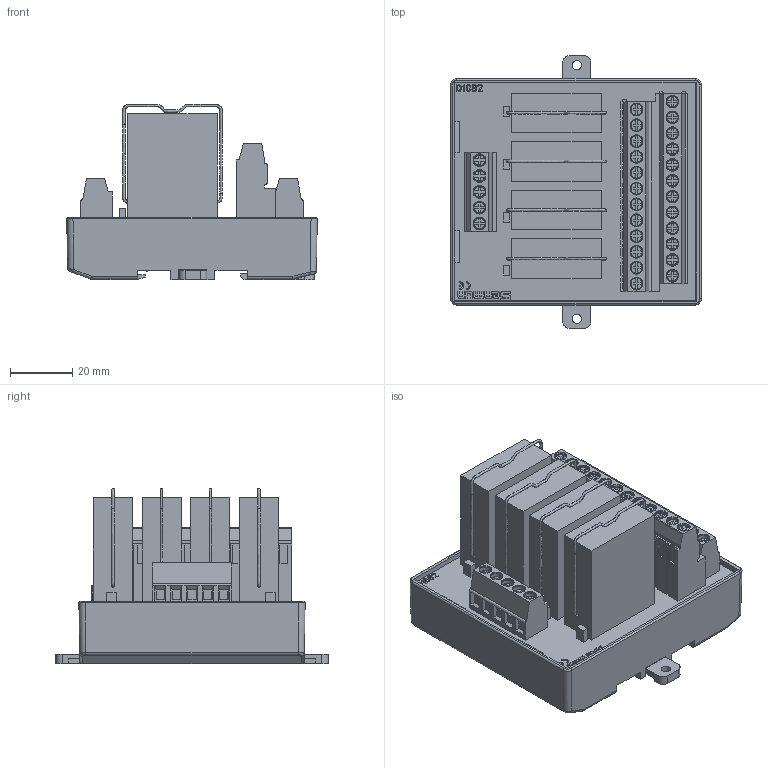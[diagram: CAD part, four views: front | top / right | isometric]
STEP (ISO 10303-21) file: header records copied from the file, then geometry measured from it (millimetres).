
FILE_DESCRIPTION(/* description */ (''),/* implementation_level */ '2;1');
FILE_NAME(/* name */ 'D1082-E 3D.stp',/* time_stamp */ '2024-08-16T10:05:28+08:00',/* author */ (''),/* organization */ (''),/* preprocessor_version */ 'ST-DEVELOPER v14',/* originating_system */ 'SIEMENS PLM Software NX 8.0',/* authorisation */ '');
FILE_SCHEMA (('AUTOMOTIVE_DESIGN { 1 0 10303 214 3 1 1 1 }'));
Products named in the file (1): D1082-E 3D_stp
Bounding box: 80.4 x 87.37 x 56.16 mm (x, y, z)
Volume: 172939.3 mm3; surface area: 43691.6 mm2
Topology: 3 solids, 6 shells, 1371 faces, 3596 edges, 2361 vertices
Faces by surface type: plane 1012, cylinder 162, torus 96, cone 66, bspline 22, extrusion 13
Full cylindrical faces by diameter (mm): 3 x2, 4.1 x24, 4.13 x16
Entity records: 66457 total; most frequent: CARTESIAN_POINT 32557, ORIENTED_EDGE 6980, DIRECTION 6245, EDGE_CURVE 3490, VECTOR 2671, LINE 2658, VERTEX_POINT 2333, AXIS2_PLACEMENT_3D 1787
